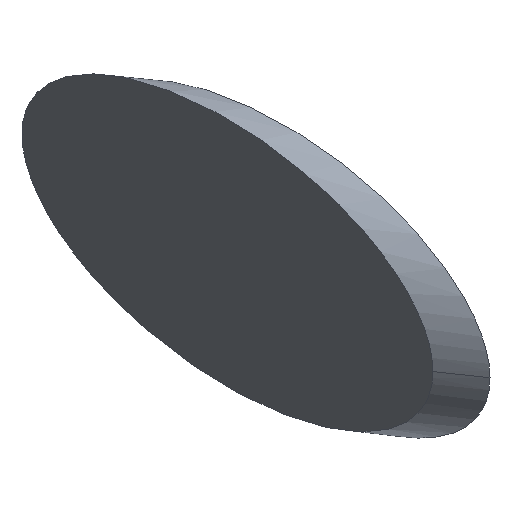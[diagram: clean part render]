
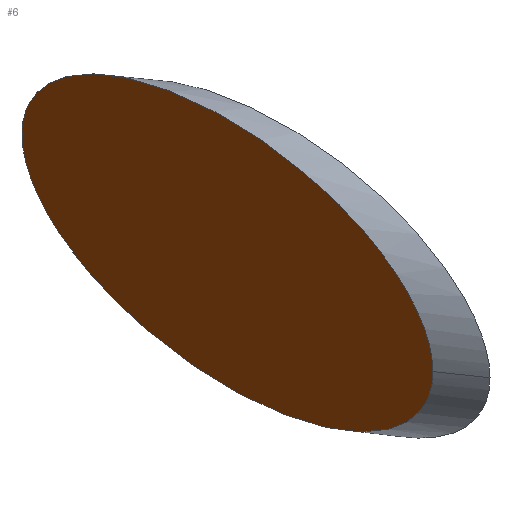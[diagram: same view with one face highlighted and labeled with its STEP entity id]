
A CAD part, isometric view. The second image highlights one B-rep face of the part: STEP entity #6.
In plain terms, the highlighted planar face has unit normal (-1, 0, 0).
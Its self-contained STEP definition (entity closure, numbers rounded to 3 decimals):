
#1 = CARTESIAN_POINT ( 'NONE',  ( -1., 19.144, 0. ) ) ;
#5 = EDGE_CURVE ( 'NONE', #170, #55, #104, .T. ) ;
#6 = ADVANCED_FACE ( 'NONE', ( #116 ), #121, .T. ) ;
#12 = DIRECTION ( 'NONE',  ( 0., 0., 1. ) ) ;
#20 = ORIENTED_EDGE ( 'NONE', *, *, #5, .T. ) ;
#22 =( BOUNDED_CURVE ( )  B_SPLINE_CURVE ( 3, ( #28, #147, #82, #42 ),
 .UNSPECIFIED., .F., .F. ) 
 B_SPLINE_CURVE_WITH_KNOTS ( ( 4, 4 ),
 ( 0., 3.142 ),
 .UNSPECIFIED. ) 
 CURVE ( )  GEOMETRIC_REPRESENTATION_ITEM ( )  RATIONAL_B_SPLINE_CURVE ( ( 1., 0.333, 0.333, 1. ) ) 
 REPRESENTATION_ITEM ( '' )  );
#25 = CARTESIAN_POINT ( 'NONE',  ( -1., -16.226, 20. ) ) ;
#28 = CARTESIAN_POINT ( 'NONE',  ( -1., 19.144, 0. ) ) ;
#42 = CARTESIAN_POINT ( 'NONE',  ( -1., -16.226, 0. ) ) ;
#55 = VERTEX_POINT ( 'NONE', #1 ) ;
#63 = CARTESIAN_POINT ( 'NONE',  ( -1., -16.226, 0. ) ) ;
#65 = CARTESIAN_POINT ( 'NONE',  ( -1., 19.144, 20. ) ) ;
#66 = EDGE_LOOP ( 'NONE', ( #20, #133 ) ) ;
#71 = AXIS2_PLACEMENT_3D ( 'NONE', #96, #168, #12 ) ;
#82 = CARTESIAN_POINT ( 'NONE',  ( -1., -16.226, -20. ) ) ;
#96 = CARTESIAN_POINT ( 'NONE',  ( -1., 19.144, -10. ) ) ;
#104 =( BOUNDED_CURVE ( )  B_SPLINE_CURVE ( 3, ( #63, #25, #65, #155 ),
 .UNSPECIFIED., .F., .T. ) 
 B_SPLINE_CURVE_WITH_KNOTS ( ( 4, 4 ),
 ( 3.142, 6.283 ),
 .UNSPECIFIED. ) 
 CURVE ( )  GEOMETRIC_REPRESENTATION_ITEM ( )  RATIONAL_B_SPLINE_CURVE ( ( 1., 0.333, 0.333, 1. ) ) 
 REPRESENTATION_ITEM ( '' )  );
#116 = FACE_OUTER_BOUND ( 'NONE', #66, .T. ) ;
#121 = PLANE ( 'NONE',  #71 ) ;
#133 = ORIENTED_EDGE ( 'NONE', *, *, #171, .T. ) ;
#136 = CARTESIAN_POINT ( 'NONE',  ( -1., -16.226, 0. ) ) ;
#147 = CARTESIAN_POINT ( 'NONE',  ( -1., 19.144, -20. ) ) ;
#155 = CARTESIAN_POINT ( 'NONE',  ( -1., 19.144, 0. ) ) ;
#168 = DIRECTION ( 'NONE',  ( -1., 0., 0. ) ) ;
#170 = VERTEX_POINT ( 'NONE', #136 ) ;
#171 = EDGE_CURVE ( 'NONE', #55, #170, #22, .T. ) ;
